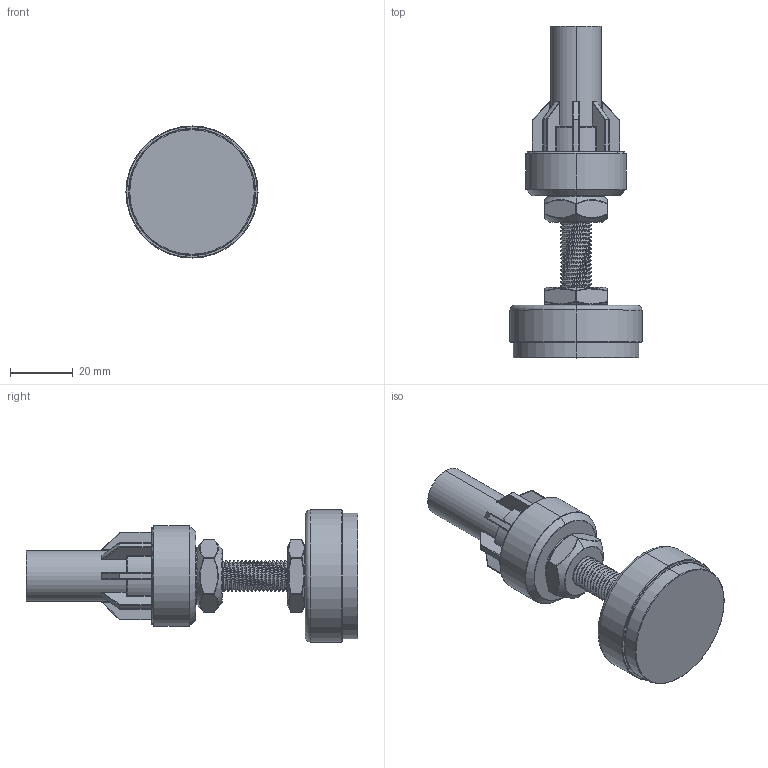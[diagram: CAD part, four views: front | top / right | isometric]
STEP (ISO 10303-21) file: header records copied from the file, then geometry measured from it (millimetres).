
FILE_DESCRIPTION (( 'STEP AP214' ), '1' );
FILE_NAME ('Îïîðà D42 ê òðóáå 28 Ìàòåðèàë Áàçà,îñíîâàíèå,øïèëüêà.STEP', '2025-12-30T08:16:54', ( '' ), ( '' ), 'SwSTEP 2.0', 'SolidWorks 2021', '' );
FILE_SCHEMA (( 'AUTOMOTIVE_DESIGN' ));
Length unit declared in the file: millimetre
Products named in the file (1): Îïîðà D42 ê òðóáå 28 Ìàòåðèàë Áàçà,îñíîâàíèå,øïèëüêà
Bounding box: 42 x 105.5 x 42 mm (x, y, z)
Volume: 49173.1 mm3; surface area: 14577.7 mm2
Topology: 1 solids, 1 shells, 587 faces, 1395 edges, 762 vertices
Faces by surface type: cylinder 206, bspline 179, torus 77, sphere 54, plane 54, cone 17
Entity records: 25300 total; most frequent: CARTESIAN_POINT 13678, ORIENTED_EDGE 2668, DIRECTION 2245, EDGE_CURVE 1334, AXIS2_PLACEMENT_3D 963, VERTEX_POINT 755, EDGE_LOOP 593, FACE_OUTER_BOUND 587
